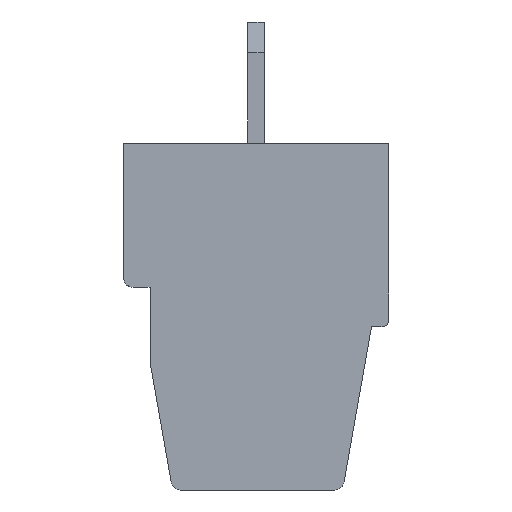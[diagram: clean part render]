
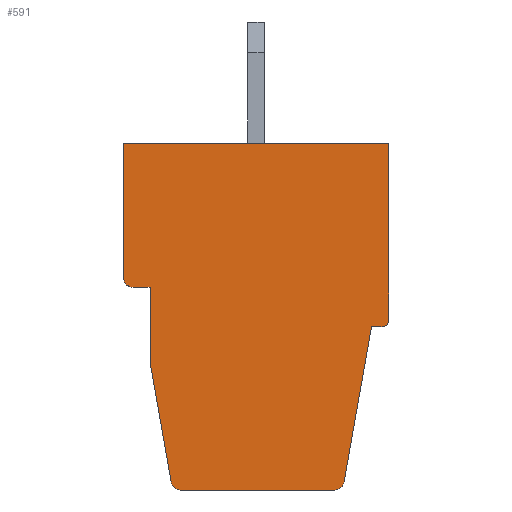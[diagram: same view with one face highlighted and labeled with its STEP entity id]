
A CAD part, front view. The second image highlights one B-rep face of the part: STEP entity #591.
In plain terms, the highlighted planar face has unit normal (0, -1, 0).
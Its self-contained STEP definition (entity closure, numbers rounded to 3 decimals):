
#591 = ADVANCED_FACE( '', ( #1206 ), #1207, .T. );
#1206 = FACE_OUTER_BOUND( '', #1816, .T. );
#1207 = PLANE( '', #1817 );
#1816 = EDGE_LOOP( '', ( #3619, #3620, #3621, #3622, #3623, #3624, #3625, #3626, #3627, #3628, #3629, #3630, #3631 ) );
#1817 = AXIS2_PLACEMENT_3D( '', #3632, #3633, #3634 );
#3619 = ORIENTED_EDGE( '', *, *, #4177, .F. );
#3620 = ORIENTED_EDGE( '', *, *, #4220, .F. );
#3621 = ORIENTED_EDGE( '', *, *, #4309, .T. );
#3622 = ORIENTED_EDGE( '', *, *, #4184, .T. );
#3623 = ORIENTED_EDGE( '', *, *, #3982, .F. );
#3624 = ORIENTED_EDGE( '', *, *, #4235, .F. );
#3625 = ORIENTED_EDGE( '', *, *, #4268, .F. );
#3626 = ORIENTED_EDGE( '', *, *, #4354, .F. );
#3627 = ORIENTED_EDGE( '', *, *, #4372, .F. );
#3628 = ORIENTED_EDGE( '', *, *, #3852, .T. );
#3629 = ORIENTED_EDGE( '', *, *, #3911, .F. );
#3630 = ORIENTED_EDGE( '', *, *, #4037, .F. );
#3631 = ORIENTED_EDGE( '', *, *, #4335, .F. );
#3632 = CARTESIAN_POINT( '', ( 19.98, -6.56, -0.083 ) );
#3633 = DIRECTION( '', ( 0., -1., 0. ) );
#3634 = DIRECTION( '', ( 1., 0., 0. ) );
#3852 = EDGE_CURVE( '', #4726, #4724, #4727, .T. );
#3911 = EDGE_CURVE( '', #4821, #4724, #4823, .T. );
#3982 = EDGE_CURVE( '', #4938, #4940, #4941, .T. );
#4037 = EDGE_CURVE( '', #5018, #4821, #5020, .T. );
#4177 = EDGE_CURVE( '', #5220, #5222, #5223, .T. );
#4184 = EDGE_CURVE( '', #5231, #4940, #5232, .T. );
#4220 = EDGE_CURVE( '', #5274, #5220, #5276, .T. );
#4235 = EDGE_CURVE( '', #5293, #4938, #5295, .T. );
#4268 = EDGE_CURVE( '', #5335, #5293, #5337, .T. );
#4309 = EDGE_CURVE( '', #5274, #5231, #5384, .T. );
#4335 = EDGE_CURVE( '', #5222, #5018, #5411, .T. );
#4354 = EDGE_CURVE( '', #5430, #5335, #5432, .T. );
#4372 = EDGE_CURVE( '', #4726, #5430, #5450, .T. );
#4724 = VERTEX_POINT( '', #5948 );
#4726 = VERTEX_POINT( '', #5951 );
#4727 = CIRCLE( '', #5952, 0.298 );
#4821 = VERTEX_POINT( '', #6092 );
#4823 = LINE( '', #6095, #6096 );
#4938 = VERTEX_POINT( '', #6265 );
#4940 = VERTEX_POINT( '', #6268 );
#4941 = LINE( '', #6269, #6270 );
#5018 = VERTEX_POINT( '', #6391 );
#5020 = LINE( '', #6394, #6395 );
#5220 = VERTEX_POINT( '', #6699 );
#5222 = VERTEX_POINT( '', #6702 );
#5223 = LINE( '', #6703, #6704 );
#5231 = VERTEX_POINT( '', #6717 );
#5232 = CIRCLE( '', #6718, 0.298 );
#5274 = VERTEX_POINT( '', #6790 );
#5276 = LINE( '', #6793, #6794 );
#5293 = VERTEX_POINT( '', #6818 );
#5295 = LINE( '', #6821, #6822 );
#5335 = VERTEX_POINT( '', #6882 );
#5337 = LINE( '', #6885, #6886 );
#5384 = LINE( '', #6948, #6949 );
#5411 = CIRCLE( '', #6985, 0.198 );
#5430 = VERTEX_POINT( '', #7009 );
#5432 = CIRCLE( '', #7012, 0.298 );
#5450 = LINE( '', #7032, #7033 );
#5948 = CARTESIAN_POINT( '', ( 18.624, -6.56, -10.424 ) );
#5951 = CARTESIAN_POINT( '', ( 18.331, -6.56, -10.67 ) );
#5952 = AXIS2_PLACEMENT_3D( '', #7234, #7235, #7236 );
#6092 = CARTESIAN_POINT( '', ( 19.461, -6.56, -5.679 ) );
#6095 = CARTESIAN_POINT( '', ( 19.461, -6.56, -5.679 ) );
#6096 = VECTOR( '', #7293, 1000. );
#6265 = CARTESIAN_POINT( '', ( 12.697, -6.56, -4.479 ) );
#6268 = CARTESIAN_POINT( '', ( 12.181, -6.56, -4.479 ) );
#6269 = CARTESIAN_POINT( '', ( 12.697, -6.56, -4.479 ) );
#6270 = VECTOR( '', #7358, 1000. );
#6391 = CARTESIAN_POINT( '', ( 19.782, -6.56, -5.679 ) );
#6394 = CARTESIAN_POINT( '', ( 19.782, -6.56, -5.679 ) );
#6395 = VECTOR( '', #7404, 1000. );
#6699 = CARTESIAN_POINT( '', ( 19.98, -6.56, -0.083 ) );
#6702 = CARTESIAN_POINT( '', ( 19.98, -6.56, -5.481 ) );
#6703 = CARTESIAN_POINT( '', ( 19.98, -6.56, -0.083 ) );
#6704 = VECTOR( '', #7525, 1000. );
#6717 = CARTESIAN_POINT( '', ( 11.884, -6.56, -4.181 ) );
#6718 = AXIS2_PLACEMENT_3D( '', #7531, #7532, #7533 );
#6790 = CARTESIAN_POINT( '', ( 11.884, -6.56, -0.083 ) );
#6793 = CARTESIAN_POINT( '', ( 12.41, -6.56, -0.083 ) );
#6794 = VECTOR( '', #7562, 1000. );
#6818 = CARTESIAN_POINT( '', ( 12.697, -6.56, -6.787 ) );
#6821 = CARTESIAN_POINT( '', ( 12.697, -6.56, -6.787 ) );
#6822 = VECTOR( '', #7571, 1000. );
#6882 = CARTESIAN_POINT( '', ( 13.339, -6.56, -10.424 ) );
#6885 = CARTESIAN_POINT( '', ( 13.339, -6.56, -10.424 ) );
#6886 = VECTOR( '', #7593, 1000. );
#6948 = CARTESIAN_POINT( '', ( 11.884, -6.56, -0.083 ) );
#6949 = VECTOR( '', #7624, 1000. );
#6985 = AXIS2_PLACEMENT_3D( '', #7637, #7638, #7639 );
#7009 = CARTESIAN_POINT( '', ( 13.632, -6.56, -10.67 ) );
#7012 = AXIS2_PLACEMENT_3D( '', #7649, #7650, #7651 );
#7032 = CARTESIAN_POINT( '', ( 18.331, -6.56, -10.67 ) );
#7033 = VECTOR( '', #7654, 1000. );
#7234 = CARTESIAN_POINT( '', ( 18.331, -6.56, -10.372 ) );
#7235 = DIRECTION( '', ( 0., -1., 0. ) );
#7236 = DIRECTION( '', ( 0., 0., -1. ) );
#7293 = DIRECTION( '', ( -0.174, 0., -0.985 ) );
#7358 = DIRECTION( '', ( -1., 0., 0. ) );
#7404 = DIRECTION( '', ( -1., 0., 0. ) );
#7525 = DIRECTION( '', ( 0., 0., -1. ) );
#7531 = CARTESIAN_POINT( '', ( 12.181, -6.56, -4.181 ) );
#7532 = DIRECTION( '', ( 0., -1., 0. ) );
#7533 = DIRECTION( '', ( -1., 0., 0. ) );
#7562 = DIRECTION( '', ( 1., 0., 0. ) );
#7571 = DIRECTION( '', ( 0., 0., 1. ) );
#7593 = DIRECTION( '', ( -0.174, 0., 0.985 ) );
#7624 = DIRECTION( '', ( 0., 0., -1. ) );
#7637 = CARTESIAN_POINT( '', ( 19.782, -6.56, -5.481 ) );
#7638 = DIRECTION( '', ( 0., 1., 0. ) );
#7639 = DIRECTION( '', ( 1., 0., 0. ) );
#7649 = CARTESIAN_POINT( '', ( 13.632, -6.56, -10.372 ) );
#7650 = DIRECTION( '', ( 0., 1., 0. ) );
#7651 = DIRECTION( '', ( 0., 0., -1. ) );
#7654 = DIRECTION( '', ( -1., 0., 0. ) );
